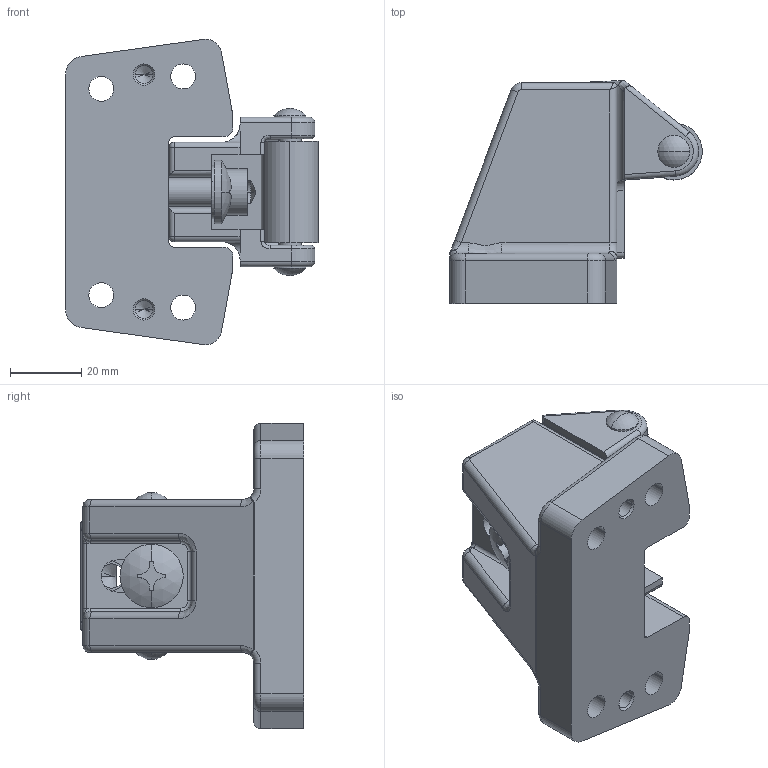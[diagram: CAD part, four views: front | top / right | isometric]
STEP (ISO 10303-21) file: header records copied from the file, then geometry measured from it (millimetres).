
FILE_DESCRIPTION (( 'STEP AP203' ), '1' );
FILE_NAME ('sone3D.STEP', '2016-04-19T02:48:05', ( '' ), ( '' ), 'SwSTEP 2.0', 'SolidWorks 2014', '' );
FILE_SCHEMA (( 'CONFIG_CONTROL_DESIGN' ));
Length unit declared in the file: millimetre
Products named in the file (6): FA-601S-1歯付座金_; sone3D; FA-601S-1受座_; FA-601S-1止金_; FA-601S-1儘乕儔乕_; FA-601S-1僩儔僗偹偠_
Assembly tree (7 placements, depth 2):
  sone3D
    FA-601S-1受座_
    FA-601S-1止金_
    FA-601S-1儘乕儔乕_
    FA-601S-1僩儔僗偹偠_  x2
    FA-601S-1歯付座金_  x2
Bounding box: 71 x 62.7 x 85.89 mm (x, y, z)
Volume: 119474.3 mm3; surface area: 37570.6 mm2
Topology: 7 solids, 7 shells, 339 faces, 840 edges, 502 vertices
Faces by surface type: cylinder 157, plane 90, bspline 28, cone 26, torus 26, sphere 12
Entity records: 10787 total; most frequent: CARTESIAN_POINT 2953, DIRECTION 1570, ORIENTED_EDGE 1480, EDGE_CURVE 740, AXIS2_PLACEMENT_3D 621, VERTEX_POINT 450, EDGE_LOOP 336, CIRCLE 331
